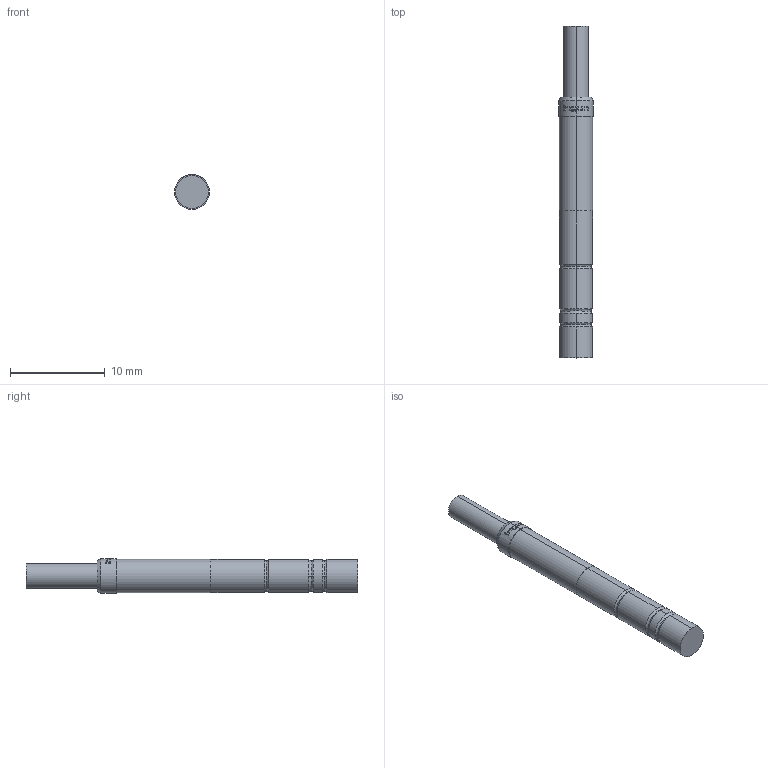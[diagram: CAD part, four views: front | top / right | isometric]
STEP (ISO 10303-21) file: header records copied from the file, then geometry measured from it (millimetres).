
FILE_DESCRIPTION (( 'STEP AP203' ), '1' );
FILE_NAME ('INGUN_HFS-110_304_115_A_xx02_A.STEP', '2022-04-27T12:22:13', ( 'ochi' ), ( '' ), 'SwSTEP 2.0', 'SolidWorks 2018', '' );
FILE_SCHEMA (( 'CONFIG_CONTROL_DESIGN' ));
Length unit declared in the file: millimetre
Products named in the file (1): INGUN_HFS-110_304_115_A_xx02_A
Bounding box: 3.65 x 35 x 3.65 mm (x, y, z)
Volume: 300.2 mm3; surface area: 394.5 mm2
Topology: 1 solids, 1 shells, 114 faces, 287 edges, 185 vertices
Faces by surface type: bspline 38, plane 38, cylinder 24, torus 12, cone 2
Entity records: 4448 total; most frequent: CARTESIAN_POINT 2091, ORIENTED_EDGE 574, DIRECTION 307, EDGE_CURVE 287, B_SPLINE_CURVE_WITH_KNOTS 188, VERTEX_POINT 185, AXIS2_PLACEMENT_3D 139, EDGE_LOOP 124
